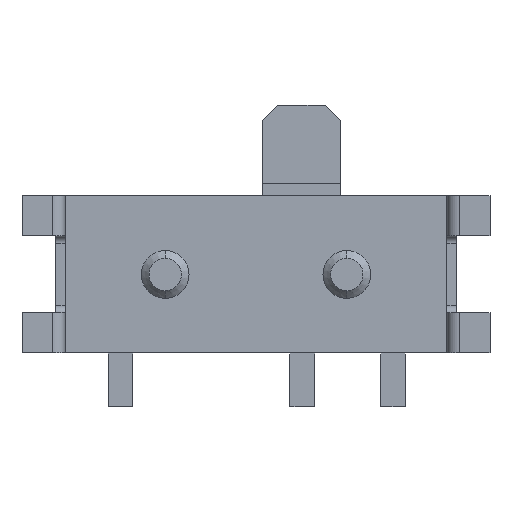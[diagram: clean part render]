
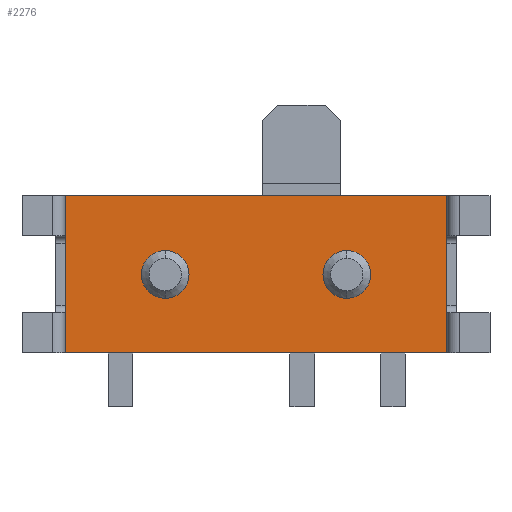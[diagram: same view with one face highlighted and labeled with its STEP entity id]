
A CAD part, front view. The second image highlights one B-rep face of the part: STEP entity #2276.
In plain terms, the highlighted planar face has unit normal (0, -1, 0).
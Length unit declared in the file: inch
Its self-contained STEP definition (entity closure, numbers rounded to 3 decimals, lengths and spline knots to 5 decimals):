
#7 = DIRECTION ( 'NONE',  ( 0., -1., 0. ) ) ;
#55 = CARTESIAN_POINT ( 'NONE',  ( -0.124, 0., 0.051 ) ) ;
#100 = FACE_OUTER_BOUND ( 'NONE', #3199, .T. ) ;
#161 = DIRECTION ( 'NONE',  ( 0., 0., 1. ) ) ;
#172 = VERTEX_POINT ( 'NONE', #55 ) ;
#207 = VERTEX_POINT ( 'NONE', #2273 ) ;
#333 = ORIENTED_EDGE ( 'NONE', *, *, #3576, .F. ) ;
#350 = DIRECTION ( 'NONE',  ( 0., -1., 0. ) ) ;
#426 = VERTEX_POINT ( 'NONE', #1447 ) ;
#493 = FACE_BOUND ( 'NONE', #2478, .T. ) ;
#566 = VERTEX_POINT ( 'NONE', #576 ) ;
#576 = CARTESIAN_POINT ( 'NONE',  ( 0.124, 0., 0.051 ) ) ;
#672 = CARTESIAN_POINT ( 'NONE',  ( 0.124, 0., -0.051 ) ) ;
#737 = DIRECTION ( 'NONE',  ( 0., 1., 0. ) ) ;
#764 = VERTEX_POINT ( 'NONE', #3629 ) ;
#820 = VERTEX_POINT ( 'NONE', #970 ) ;
#829 = VECTOR ( 'NONE', #2699, 39.37008 ) ;
#879 = ORIENTED_EDGE ( 'NONE', *, *, #2626, .F. ) ;
#970 = CARTESIAN_POINT ( 'NONE',  ( 0.059, 0., -0.0155 ) ) ;
#982 = AXIS2_PLACEMENT_3D ( 'NONE', #1267, #7, #3894 ) ;
#1022 = CARTESIAN_POINT ( 'NONE',  ( 0.059, 0., 0.0155 ) ) ;
#1167 = ORIENTED_EDGE ( 'NONE', *, *, #1611, .F. ) ;
#1178 = DIRECTION ( 'NONE',  ( 0., 0., 1. ) ) ;
#1238 = LINE ( 'NONE', #1442, #2913 ) ;
#1257 = VERTEX_POINT ( 'NONE', #1022 ) ;
#1267 = CARTESIAN_POINT ( 'NONE',  ( 0.059, 0., 0. ) ) ;
#1332 = ORIENTED_EDGE ( 'NONE', *, *, #2542, .F. ) ;
#1360 = CARTESIAN_POINT ( 'NONE',  ( -0.124, 0., 0.051 ) ) ;
#1378 = CARTESIAN_POINT ( 'NONE',  ( -0.059, 0., 0. ) ) ;
#1379 = ORIENTED_EDGE ( 'NONE', *, *, #1500, .F. ) ;
#1408 = DIRECTION ( 'NONE',  ( 0., 0., 1. ) ) ;
#1439 = CIRCLE ( 'NONE', #2373, 0.0155 ) ;
#1442 = CARTESIAN_POINT ( 'NONE',  ( 0.124, 0., 0.051 ) ) ;
#1447 = CARTESIAN_POINT ( 'NONE',  ( 0.124, 0., -0.051 ) ) ;
#1500 = EDGE_CURVE ( 'NONE', #764, #207, #1439, .T. ) ;
#1515 = CARTESIAN_POINT ( 'NONE',  ( 0.124, 0., 0.051 ) ) ;
#1611 = EDGE_CURVE ( 'NONE', #820, #1257, #3679, .T. ) ;
#1721 = EDGE_LOOP ( 'NONE', ( #1379, #879 ) ) ;
#1755 = CARTESIAN_POINT ( 'NONE',  ( -0.059, 0., 0. ) ) ;
#1770 = ORIENTED_EDGE ( 'NONE', *, *, #2726, .F. ) ;
#1779 = LINE ( 'NONE', #672, #829 ) ;
#1940 = VECTOR ( 'NONE', #2328, 39.37008 ) ;
#2148 = DIRECTION ( 'NONE',  ( 1., 0., 0. ) ) ;
#2193 = VERTEX_POINT ( 'NONE', #4187 ) ;
#2197 = LINE ( 'NONE', #1360, #1940 ) ;
#2273 = CARTESIAN_POINT ( 'NONE',  ( -0.059, 0., -0.0155 ) ) ;
#2276 = ADVANCED_FACE ( 'NONE', ( #493, #3421, #100 ), #3640, .F. ) ;
#2328 = DIRECTION ( 'NONE',  ( 0., 0., -1. ) ) ;
#2373 = AXIS2_PLACEMENT_3D ( 'NONE', #1755, #3055, #161 ) ;
#2478 = EDGE_LOOP ( 'NONE', ( #333, #1167 ) ) ;
#2515 = LINE ( 'NONE', #1515, #2959 ) ;
#2533 = ORIENTED_EDGE ( 'NONE', *, *, #3650, .T. ) ;
#2542 = EDGE_CURVE ( 'NONE', #566, #426, #1238, .T. ) ;
#2549 = AXIS2_PLACEMENT_3D ( 'NONE', #3315, #737, #2984 ) ;
#2626 = EDGE_CURVE ( 'NONE', #207, #764, #3520, .T. ) ;
#2679 = AXIS2_PLACEMENT_3D ( 'NONE', #1378, #350, #1408 ) ;
#2699 = DIRECTION ( 'NONE',  ( 1., 0., 0. ) ) ;
#2726 = EDGE_CURVE ( 'NONE', #172, #566, #2515, .T. ) ;
#2913 = VECTOR ( 'NONE', #2990, 39.37008 ) ;
#2959 = VECTOR ( 'NONE', #2148, 39.37008 ) ;
#2980 = EDGE_CURVE ( 'NONE', #172, #2193, #2197, .T. ) ;
#2984 = DIRECTION ( 'NONE',  ( 0., 0., 1. ) ) ;
#2990 = DIRECTION ( 'NONE',  ( 0., 0., -1. ) ) ;
#3055 = DIRECTION ( 'NONE',  ( 0., -1., 0. ) ) ;
#3129 = DIRECTION ( 'NONE',  ( 0., -1., 0. ) ) ;
#3199 = EDGE_LOOP ( 'NONE', ( #2533, #1332, #1770, #3489 ) ) ;
#3315 = CARTESIAN_POINT ( 'NONE',  ( 0.124, 0., 0.051 ) ) ;
#3421 = FACE_BOUND ( 'NONE', #1721, .T. ) ;
#3489 = ORIENTED_EDGE ( 'NONE', *, *, #2980, .T. ) ;
#3520 = CIRCLE ( 'NONE', #2679, 0.0155 ) ;
#3576 = EDGE_CURVE ( 'NONE', #1257, #820, #3882, .T. ) ;
#3629 = CARTESIAN_POINT ( 'NONE',  ( -0.059, 0., 0.0155 ) ) ;
#3640 = PLANE ( 'NONE',  #2549 ) ;
#3650 = EDGE_CURVE ( 'NONE', #2193, #426, #1779, .T. ) ;
#3679 = CIRCLE ( 'NONE', #982, 0.0155 ) ;
#3708 = AXIS2_PLACEMENT_3D ( 'NONE', #4147, #3129, #1178 ) ;
#3882 = CIRCLE ( 'NONE', #3708, 0.0155 ) ;
#3894 = DIRECTION ( 'NONE',  ( 0., 0., 1. ) ) ;
#4147 = CARTESIAN_POINT ( 'NONE',  ( 0.059, 0., 0. ) ) ;
#4187 = CARTESIAN_POINT ( 'NONE',  ( -0.124, 0., -0.051 ) ) ;
